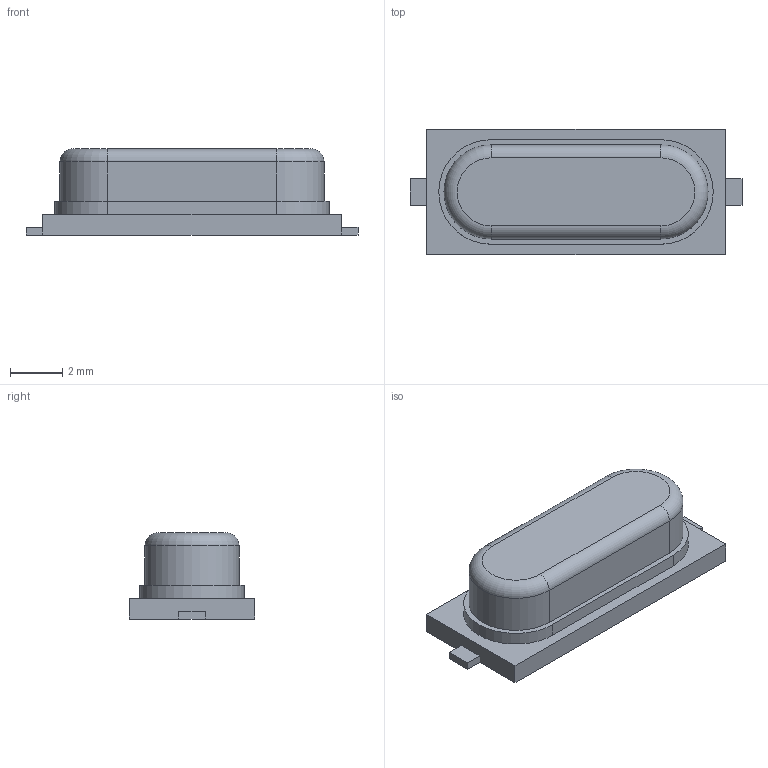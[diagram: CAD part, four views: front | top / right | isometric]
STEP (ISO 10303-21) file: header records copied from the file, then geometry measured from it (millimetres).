
FILE_DESCRIPTION (( 'STEP AP214' ), '1' );
FILE_NAME ( 'XTAL1140X480X330D1270L450X100N.STEP', '2022-06-26T00:19:37', ( '' ), ( '' ), '', '©2017 PCB Libraries, Inc.', '' );
FILE_SCHEMA (( 'AUTOMOTIVE_DESIGN' ));
Length unit declared in the file: millimetre
Products named in the file (1): XTAL1140X480X330D1270L450X100N
Bounding box: 12.7 x 4.8 x 3.3 mm (x, y, z)
Volume: 130 mm3; surface area: 220.1 mm2
Topology: 3 solids, 3 shells, 40 faces, 92 edges, 60 vertices
Faces by surface type: plane 32, cylinder 6, torus 2
Entity records: 1293 total; most frequent: CARTESIAN_POINT 193, DIRECTION 188, ORIENTED_EDGE 184, EDGE_CURVE 92, VECTOR 78, LINE 78, VERTEX_POINT 60, AXIS2_PLACEMENT_3D 55
